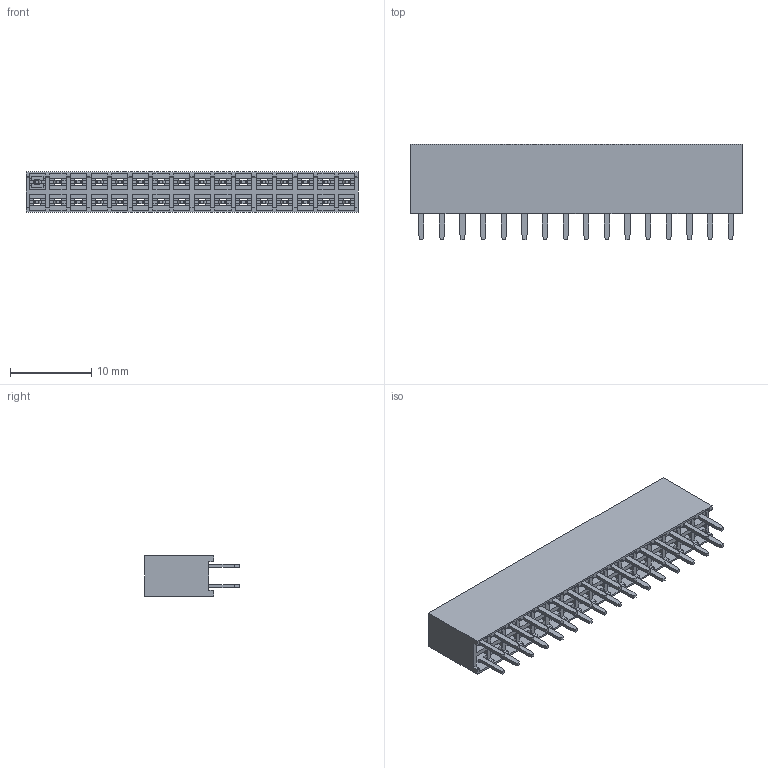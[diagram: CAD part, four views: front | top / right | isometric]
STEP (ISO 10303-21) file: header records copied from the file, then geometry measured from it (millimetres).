
FILE_DESCRIPTION(('STEP AP203'),'1');
FILE_NAME('female_header_a-bl254-dg-g32d.stp','2016-06-01T11:03:04',('TraceParts'),('TraceParts S.A.'),'Spatial InterOp 3D',' ',' ');
FILE_SCHEMA(('CONFIG_CONTROL_DESIGN'));
Length unit declared in the file: millimetre
Products named in the file (1): 1
Bounding box: 40.89 x 11.7 x 5 mm (x, y, z)
Volume: 748.6 mm3; surface area: 3506.3 mm2
Topology: 1 solids, 1 shells, 982 faces, 2778 edges, 1768 vertices
Faces by surface type: plane 884, cylinder 98
Entity records: 31282 total; most frequent: ORIENTED_EDGE 5556, CARTESIAN_POINT 5529, DIRECTION 4940, EDGE_CURVE 2778, LINE 2582, VECTOR 2582, VERTEX_POINT 1768, AXIS2_PLACEMENT_3D 1179
